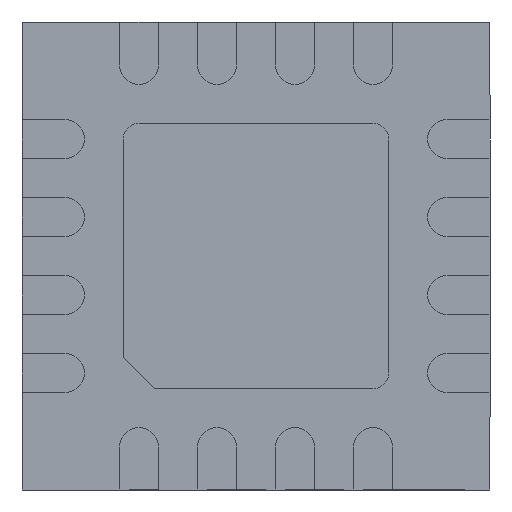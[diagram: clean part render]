
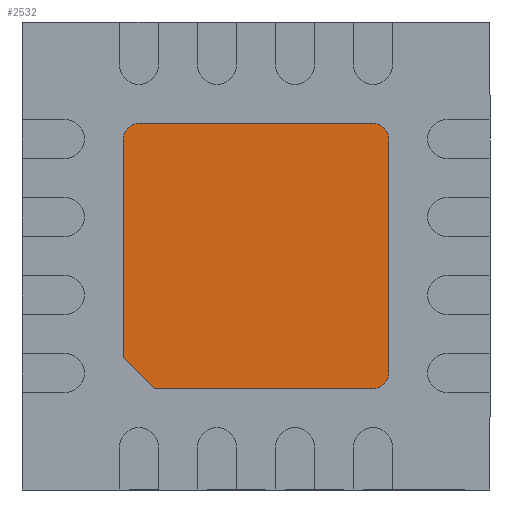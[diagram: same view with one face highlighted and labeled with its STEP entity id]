
A CAD part, front view. The second image highlights one B-rep face of the part: STEP entity #2532.
In plain terms, the highlighted planar face has unit normal (0, -1, 0).
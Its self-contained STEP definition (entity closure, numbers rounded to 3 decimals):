
#50 = EDGE_CURVE ( 'NONE', #1541, #3374, #6009, .T. ) ;
#472 = DIRECTION ( 'NONE',  ( 1., 0., 0. ) ) ;
#487 = DIRECTION ( 'NONE',  ( 0., 0., -1. ) ) ;
#492 = CARTESIAN_POINT ( 'NONE',  ( 0.85, 0., -0.85 ) ) ;
#643 = DIRECTION ( 'NONE',  ( 0., -1., 0. ) ) ;
#748 = VERTEX_POINT ( 'NONE', #5303 ) ;
#763 = AXIS2_PLACEMENT_3D ( 'NONE', #2117, #4070, #4566 ) ;
#1390 = CARTESIAN_POINT ( 'NONE',  ( -0.85, 0., 0.75 ) ) ;
#1541 = VERTEX_POINT ( 'NONE', #3199 ) ;
#1736 = EDGE_LOOP ( 'NONE', ( #3546, #2752, #3008, #3394, #3104, #3562, #5592, #3187 ) ) ;
#1737 = CARTESIAN_POINT ( 'NONE',  ( 0.85, 0., -0.85 ) ) ;
#1745 = LINE ( 'NONE', #2715, #1786 ) ;
#1786 = VECTOR ( 'NONE', #487, 1000. ) ;
#1841 = VECTOR ( 'NONE', #472, 1000. ) ;
#1971 = VECTOR ( 'NONE', #5576, 1000. ) ;
#2103 = CIRCLE ( 'NONE', #5898, 0.1 ) ;
#2113 = EDGE_CURVE ( 'NONE', #4294, #5958, #1745, .T. ) ;
#2117 = CARTESIAN_POINT ( 'NONE',  ( 0., 0., 0. ) ) ;
#2199 = CIRCLE ( 'NONE', #2790, 0.1 ) ;
#2270 = VERTEX_POINT ( 'NONE', #4353 ) ;
#2274 = AXIS2_PLACEMENT_3D ( 'NONE', #4815, #643, #3484 ) ;
#2474 = DIRECTION ( 'NONE',  ( -1., 0., 0. ) ) ;
#2525 = CARTESIAN_POINT ( 'NONE',  ( -0.65, 0., -0.85 ) ) ;
#2532 = ADVANCED_FACE ( 'NONE', ( #4162 ), #3582, .T. ) ;
#2662 = EDGE_CURVE ( 'NONE', #2270, #1541, #2199, .T. ) ;
#2715 = CARTESIAN_POINT ( 'NONE',  ( -0.85, 0., -0.85 ) ) ;
#2752 = ORIENTED_EDGE ( 'NONE', *, *, #2662, .T. ) ;
#2790 = AXIS2_PLACEMENT_3D ( 'NONE', #5089, #5541, #6023 ) ;
#2884 = CARTESIAN_POINT ( 'NONE',  ( -0.75, 0., -0.75 ) ) ;
#2955 = CARTESIAN_POINT ( 'NONE',  ( -0.75, 0., 0.85 ) ) ;
#3008 = ORIENTED_EDGE ( 'NONE', *, *, #50, .T. ) ;
#3011 = EDGE_CURVE ( 'NONE', #5958, #5054, #3443, .T. ) ;
#3061 = DIRECTION ( 'NONE',  ( 0., -1., 0. ) ) ;
#3063 = EDGE_CURVE ( 'NONE', #3374, #748, #3289, .T. ) ;
#3099 = CARTESIAN_POINT ( 'NONE',  ( -0.75, 0., 0.75 ) ) ;
#3104 = ORIENTED_EDGE ( 'NONE', *, *, #5610, .T. ) ;
#3187 = ORIENTED_EDGE ( 'NONE', *, *, #3011, .T. ) ;
#3199 = CARTESIAN_POINT ( 'NONE',  ( 0.85, 0., -0.75 ) ) ;
#3289 = CIRCLE ( 'NONE', #2274, 0.1 ) ;
#3374 = VERTEX_POINT ( 'NONE', #4749 ) ;
#3394 = ORIENTED_EDGE ( 'NONE', *, *, #3063, .T. ) ;
#3443 = LINE ( 'NONE', #2884, #5365 ) ;
#3484 = DIRECTION ( 'NONE',  ( 0., 0., -1. ) ) ;
#3527 = LINE ( 'NONE', #4423, #5524 ) ;
#3546 = ORIENTED_EDGE ( 'NONE', *, *, #5523, .T. ) ;
#3562 = ORIENTED_EDGE ( 'NONE', *, *, #4780, .T. ) ;
#3582 = PLANE ( 'NONE',  #763 ) ;
#3872 = LINE ( 'NONE', #1737, #1841 ) ;
#4070 = DIRECTION ( 'NONE',  ( 0., -1., 0. ) ) ;
#4162 = FACE_OUTER_BOUND ( 'NONE', #1736, .T. ) ;
#4294 = VERTEX_POINT ( 'NONE', #1390 ) ;
#4353 = CARTESIAN_POINT ( 'NONE',  ( 0.75, 0., -0.85 ) ) ;
#4423 = CARTESIAN_POINT ( 'NONE',  ( 0.85, 0., 0.85 ) ) ;
#4466 = DIRECTION ( 'NONE',  ( 0., 0., -1. ) ) ;
#4566 = DIRECTION ( 'NONE',  ( 0., 0., -1. ) ) ;
#4687 = VERTEX_POINT ( 'NONE', #2955 ) ;
#4749 = CARTESIAN_POINT ( 'NONE',  ( 0.85, 0., 0.75 ) ) ;
#4780 = EDGE_CURVE ( 'NONE', #4687, #4294, #2103, .T. ) ;
#4815 = CARTESIAN_POINT ( 'NONE',  ( 0.75, 0., 0.75 ) ) ;
#4893 = DIRECTION ( 'NONE',  ( 0.707, 0., -0.707 ) ) ;
#5054 = VERTEX_POINT ( 'NONE', #2525 ) ;
#5089 = CARTESIAN_POINT ( 'NONE',  ( 0.75, 0., -0.75 ) ) ;
#5249 = CARTESIAN_POINT ( 'NONE',  ( -0.85, 0., -0.65 ) ) ;
#5303 = CARTESIAN_POINT ( 'NONE',  ( 0.75, 0., 0.85 ) ) ;
#5365 = VECTOR ( 'NONE', #4893, 1000. ) ;
#5523 = EDGE_CURVE ( 'NONE', #5054, #2270, #3872, .T. ) ;
#5524 = VECTOR ( 'NONE', #2474, 1000. ) ;
#5541 = DIRECTION ( 'NONE',  ( 0., -1., 0. ) ) ;
#5576 = DIRECTION ( 'NONE',  ( 0., 0., 1. ) ) ;
#5592 = ORIENTED_EDGE ( 'NONE', *, *, #2113, .T. ) ;
#5610 = EDGE_CURVE ( 'NONE', #748, #4687, #3527, .T. ) ;
#5898 = AXIS2_PLACEMENT_3D ( 'NONE', #3099, #3061, #4466 ) ;
#5958 = VERTEX_POINT ( 'NONE', #5249 ) ;
#6009 = LINE ( 'NONE', #492, #1971 ) ;
#6023 = DIRECTION ( 'NONE',  ( 0., 0., -1. ) ) ;
